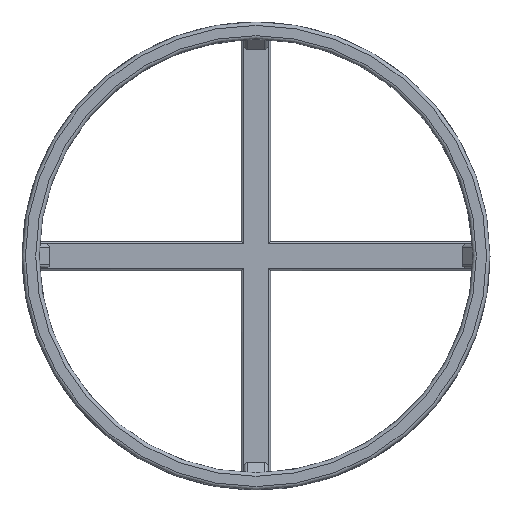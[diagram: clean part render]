
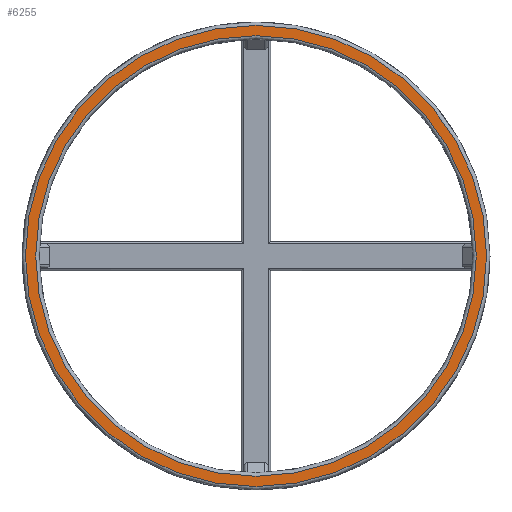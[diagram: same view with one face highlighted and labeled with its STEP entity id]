
A CAD part, top view. The second image highlights one B-rep face of the part: STEP entity #6255.
In plain terms, the highlighted planar face has unit normal (0, 0, 1).
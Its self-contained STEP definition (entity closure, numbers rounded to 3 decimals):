
#496 = TOROIDAL_SURFACE('',#497,64.25,1.);
#497 = AXIS2_PLACEMENT_3D('',#498,#499,#500);
#498 = CARTESIAN_POINT('',(0.,0.,21.));
#499 = DIRECTION('',(0.,0.,1.));
#500 = DIRECTION('',(1.,0.,-0.));
#4738 = VERTEX_POINT('',#4739);
#4739 = CARTESIAN_POINT('',(64.25,0.,22.));
#4759 = EDGE_CURVE('',#4738,#4738,#4760,.T.);
#4760 = SURFACE_CURVE('',#4761,(#4766,#4773),.PCURVE_S1.);
#4761 = CIRCLE('',#4762,64.25);
#4762 = AXIS2_PLACEMENT_3D('',#4763,#4764,#4765);
#4763 = CARTESIAN_POINT('',(0.,0.,22.));
#4764 = DIRECTION('',(0.,0.,1.));
#4765 = DIRECTION('',(1.,0.,-0.));
#4766 = PCURVE('',#496,#4767);
#4767 = DEFINITIONAL_REPRESENTATION('',(#4768),#4772);
#4768 = LINE('',#4769,#4770);
#4769 = CARTESIAN_POINT('',(0.,1.571));
#4770 = VECTOR('',#4771,1.);
#4771 = DIRECTION('',(1.,0.));
#4772 = ( GEOMETRIC_REPRESENTATION_CONTEXT(2) 
PARAMETRIC_REPRESENTATION_CONTEXT() REPRESENTATION_CONTEXT('2D SPACE',''
  ) );
#4773 = PCURVE('',#4774,#4779);
#4774 = PLANE('',#4775);
#4775 = AXIS2_PLACEMENT_3D('',#4776,#4777,#4778);
#4776 = CARTESIAN_POINT('',(0.,0.,22.)
  );
#4777 = DIRECTION('',(0.,0.,1.));
#4778 = DIRECTION('',(1.,0.,-0.));
#4779 = DEFINITIONAL_REPRESENTATION('',(#4780),#4784);
#4780 = CIRCLE('',#4781,64.25);
#4781 = AXIS2_PLACEMENT_2D('',#4782,#4783);
#4782 = CARTESIAN_POINT('',(0.,0.));
#4783 = DIRECTION('',(1.,0.));
#4784 = ( GEOMETRIC_REPRESENTATION_CONTEXT(2) 
PARAMETRIC_REPRESENTATION_CONTEXT() REPRESENTATION_CONTEXT('2D SPACE',''
  ) );
#6255 = ADVANCED_FACE('',(#6256,#6287),#4774,.T.);
#6256 = FACE_BOUND('',#6257,.T.);
#6257 = EDGE_LOOP('',(#6258));
#6258 = ORIENTED_EDGE('',*,*,#6259,.T.);
#6259 = EDGE_CURVE('',#6260,#6260,#6262,.T.);
#6260 = VERTEX_POINT('',#6261);
#6261 = CARTESIAN_POINT('',(67.25,0.,22.));
#6262 = SURFACE_CURVE('',#6263,(#6268,#6275),.PCURVE_S1.);
#6263 = CIRCLE('',#6264,67.25);
#6264 = AXIS2_PLACEMENT_3D('',#6265,#6266,#6267);
#6265 = CARTESIAN_POINT('',(0.,0.,22.));
#6266 = DIRECTION('',(0.,0.,1.));
#6267 = DIRECTION('',(1.,0.,-0.));
#6268 = PCURVE('',#4774,#6269);
#6269 = DEFINITIONAL_REPRESENTATION('',(#6270),#6274);
#6270 = CIRCLE('',#6271,67.25);
#6271 = AXIS2_PLACEMENT_2D('',#6272,#6273);
#6272 = CARTESIAN_POINT('',(0.,0.));
#6273 = DIRECTION('',(1.,0.));
#6274 = ( GEOMETRIC_REPRESENTATION_CONTEXT(2) 
PARAMETRIC_REPRESENTATION_CONTEXT() REPRESENTATION_CONTEXT('2D SPACE',''
  ) );
#6275 = PCURVE('',#6276,#6281);
#6276 = TOROIDAL_SURFACE('',#6277,67.25,1.);
#6277 = AXIS2_PLACEMENT_3D('',#6278,#6279,#6280);
#6278 = CARTESIAN_POINT('',(0.,0.,21.));
#6279 = DIRECTION('',(0.,0.,1.));
#6280 = DIRECTION('',(1.,0.,-0.));
#6281 = DEFINITIONAL_REPRESENTATION('',(#6282),#6286);
#6282 = LINE('',#6283,#6284);
#6283 = CARTESIAN_POINT('',(0.,1.571));
#6284 = VECTOR('',#6285,1.);
#6285 = DIRECTION('',(1.,0.));
#6286 = ( GEOMETRIC_REPRESENTATION_CONTEXT(2) 
PARAMETRIC_REPRESENTATION_CONTEXT() REPRESENTATION_CONTEXT('2D SPACE',''
  ) );
#6287 = FACE_BOUND('',#6288,.T.);
#6288 = EDGE_LOOP('',(#6289));
#6289 = ORIENTED_EDGE('',*,*,#4759,.F.);
